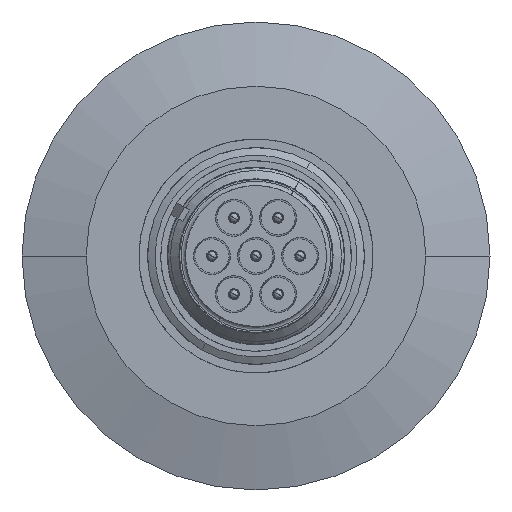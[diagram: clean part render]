
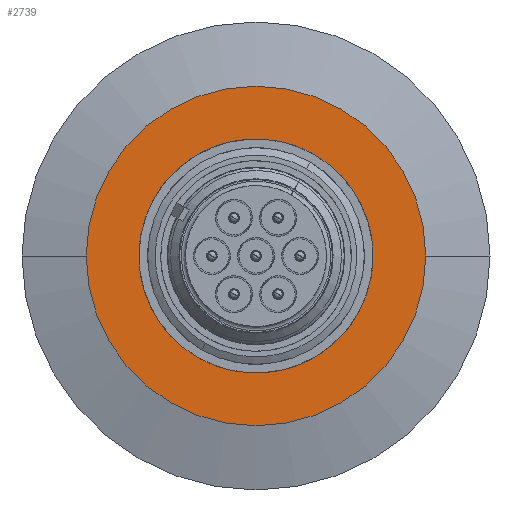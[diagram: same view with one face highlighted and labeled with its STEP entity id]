
A CAD part, front view. The second image highlights one B-rep face of the part: STEP entity #2739.
In plain terms, the highlighted planar face has unit normal (0, -1, 0).
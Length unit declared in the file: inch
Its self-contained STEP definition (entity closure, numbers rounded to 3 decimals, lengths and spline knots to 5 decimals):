
#2347 = CARTESIAN_POINT ( 'NONE',  ( -0.18675, 1.20079, -0.32346 ) ) ;
#2656 = EDGE_CURVE ( 'NONE', #4916, #4926, #10438, .T. ) ;
#2739 = ADVANCED_FACE ( 'NONE', ( #9682, #9683 ), #9684, .F. ) ;
#3429 = AXIS2_PLACEMENT_3D ( 'NONE', #16193, #16194, #16195 ) ;
#3431 = CIRCLE ( 'NONE', #3429, 0.78394 ) ;
#4916 = VERTEX_POINT ( 'NONE', #7373 ) ;
#4926 = VERTEX_POINT ( 'NONE', #7378 ) ;
#5106 = CARTESIAN_POINT ( 'NONE',  ( 0.18675, 1.20079, 0.32346 ) ) ;
#6438 = CARTESIAN_POINT ( 'NONE',  ( 0., 1.20079, 0. ) ) ;
#6439 = DIRECTION ( 'NONE',  ( 0., -1., 0. ) ) ;
#6440 = DIRECTION ( 'NONE',  ( -1., 0., 0. ) ) ;
#6445 = CARTESIAN_POINT ( 'NONE',  ( 0., 1.20079, 0. ) ) ;
#6446 = DIRECTION ( 'NONE',  ( 0., -1., 0. ) ) ;
#6447 = DIRECTION ( 'NONE',  ( -1., 0., 0. ) ) ;
#7373 = CARTESIAN_POINT ( 'NONE',  ( -0.78394, 1.20079, 0. ) ) ;
#7378 = CARTESIAN_POINT ( 'NONE',  ( 0.78394, 1.20079, 0. ) ) ;
#8045 = EDGE_CURVE ( 'NONE', #17100, #12750, #10209, .T. ) ;
#8048 = EDGE_CURVE ( 'NONE', #12750, #17100, #10200, .T. ) ;
#9678 = CARTESIAN_POINT ( 'NONE',  ( 0., 1.20079, 0. ) ) ;
#9682 = FACE_BOUND ( 'NONE', #17022, .T. ) ;
#9683 = FACE_OUTER_BOUND ( 'NONE', #17009, .T. ) ;
#9684 = PLANE ( 'NONE',  #10201 ) ;
#9686 = DIRECTION ( 'NONE',  ( 0., 1., 0. ) ) ;
#9687 = DIRECTION ( 'NONE',  ( 0., 0., 1. ) ) ;
#10193 = AXIS2_PLACEMENT_3D ( 'NONE', #6445, #6446, #6447 ) ;
#10199 = AXIS2_PLACEMENT_3D ( 'NONE', #6438, #6439, #6440 ) ;
#10200 = CIRCLE ( 'NONE', #10193, 0.3735 ) ;
#10201 = AXIS2_PLACEMENT_3D ( 'NONE', #9678, #9686, #9687 ) ;
#10209 = CIRCLE ( 'NONE', #10199, 0.3735 ) ;
#10438 = CIRCLE ( 'NONE', #10490, 0.78394 ) ;
#10490 = AXIS2_PLACEMENT_3D ( 'NONE', #11700, #11701, #11702 ) ;
#11700 = CARTESIAN_POINT ( 'NONE',  ( 0., 1.20079, 0. ) ) ;
#11701 = DIRECTION ( 'NONE',  ( 0., 1., 0. ) ) ;
#11702 = DIRECTION ( 'NONE',  ( 1., 0., 0. ) ) ;
#12186 = EDGE_CURVE ( 'NONE', #4926, #4916, #3431, .T. ) ;
#12750 = VERTEX_POINT ( 'NONE', #2347 ) ;
#16193 = CARTESIAN_POINT ( 'NONE',  ( 0., 1.20079, 0. ) ) ;
#16194 = DIRECTION ( 'NONE',  ( 0., 1., 0. ) ) ;
#16195 = DIRECTION ( 'NONE',  ( 1., 0., 0. ) ) ;
#17009 = EDGE_LOOP ( 'NONE', ( #17204, #17205 ) ) ;
#17022 = EDGE_LOOP ( 'NONE', ( #17202, #17203 ) ) ;
#17100 = VERTEX_POINT ( 'NONE', #5106 ) ;
#17202 = ORIENTED_EDGE ( 'NONE', *, *, #8045, .F. ) ;
#17203 = ORIENTED_EDGE ( 'NONE', *, *, #8048, .F. ) ;
#17204 = ORIENTED_EDGE ( 'NONE', *, *, #12186, .F. ) ;
#17205 = ORIENTED_EDGE ( 'NONE', *, *, #2656, .F. ) ;
